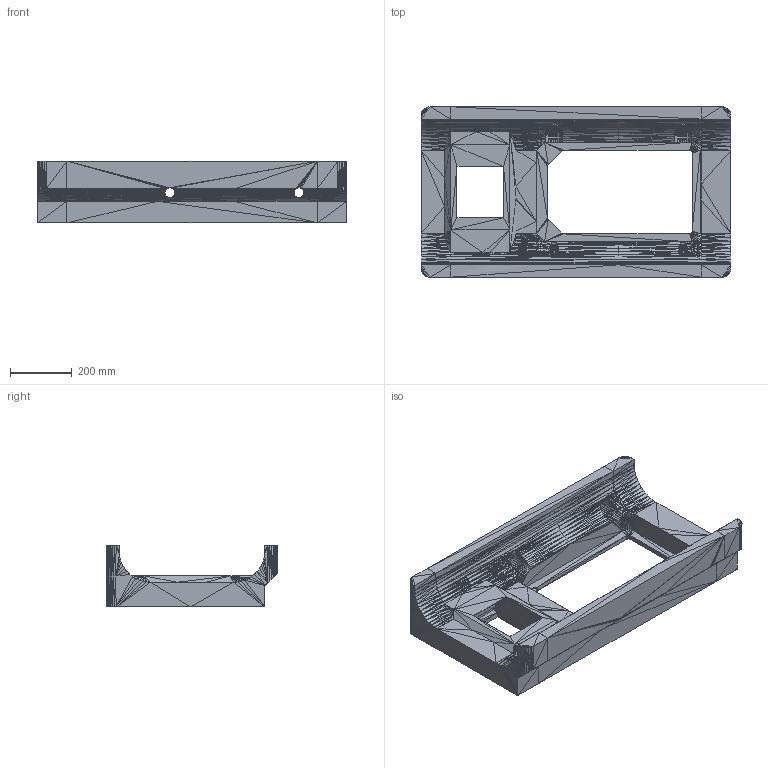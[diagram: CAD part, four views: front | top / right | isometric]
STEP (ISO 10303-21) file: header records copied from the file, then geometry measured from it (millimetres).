
FILE_DESCRIPTION(/* description */ (''),/* implementation_level */ '2;1');
FILE_NAME(/* name */ 'mains_plug_panel_with_rj45 v1.step',/* time_stamp */ '2018-11-12T05:10:38-05:00',/* author */ ('justinvoelker'),/* organization */ (''),/* preprocessor_version */ 'ST-DEVELOPER v17.2',/* originating_system */ 'Autodesk Translation Framework v7.6.0.251',/* authorisation */ '');
FILE_SCHEMA (('AUTOMOTIVE_DESIGN { 1 0 10303 214 3 1 1 }'));
Products named in the file (1): mains_plug_panel_with_rj45
Bounding box: 999.98 x 550 x 199.98 mm (x, y, z)
Volume: 39034158.3 mm3; surface area: 1869315.3 mm2
Topology: 2 solids, 2 shells, 5432 faces, 9114 edges, 2658 vertices
Faces by surface type: plane 5432
Entity records: 112614 total; most frequent: DIRECTION 19980, ORIENTED_EDGE 18228, CARTESIAN_POINT 17205, LINE 9114, VECTOR 9114, EDGE_CURVE 9114, AXIS2_PLACEMENT_3D 5433, FACE_OUTER_BOUND 5432
